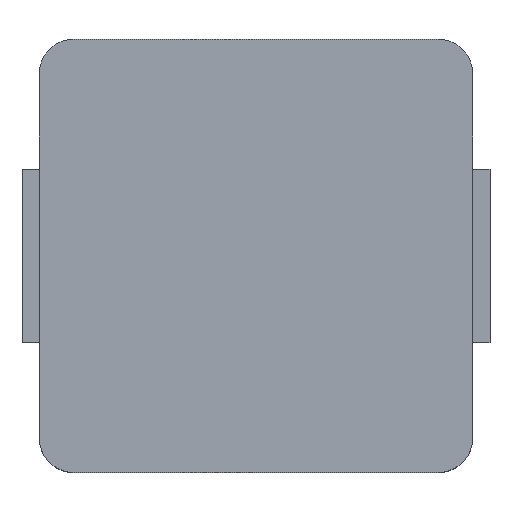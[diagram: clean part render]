
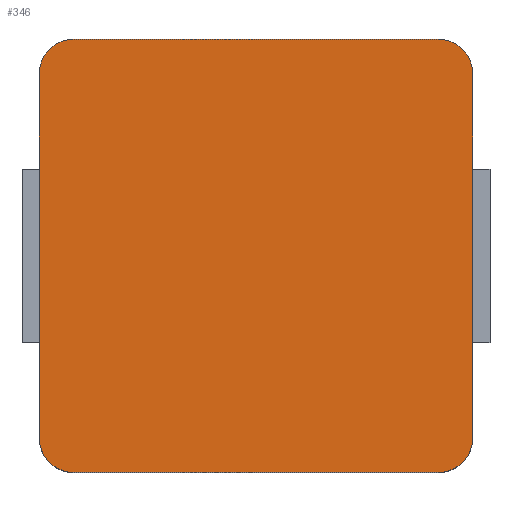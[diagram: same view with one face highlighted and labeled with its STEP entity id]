
A CAD part, top view. The second image highlights one B-rep face of the part: STEP entity #346.
In plain terms, the highlighted planar face has unit normal (0, 0, 1).
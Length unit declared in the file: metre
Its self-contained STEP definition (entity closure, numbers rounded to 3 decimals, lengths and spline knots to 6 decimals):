
#21=CIRCLE('',#421,0.001);
#23=CIRCLE('',#425,0.001);
#25=CIRCLE('',#429,0.001);
#27=CIRCLE('',#433,0.001);
#72=ORIENTED_EDGE('',*,*,#132,.F.);
#73=ORIENTED_EDGE('',*,*,#138,.T.);
#74=ORIENTED_EDGE('',*,*,#141,.T.);
#75=ORIENTED_EDGE('',*,*,#144,.T.);
#76=ORIENTED_EDGE('',*,*,#151,.T.);
#77=ORIENTED_EDGE('',*,*,#154,.T.);
#78=ORIENTED_EDGE('',*,*,#157,.F.);
#79=ORIENTED_EDGE('',*,*,#159,.T.);
#132=EDGE_CURVE('',#180,#181,#212,.T.);
#138=EDGE_CURVE('',#180,#185,#21,.T.);
#141=EDGE_CURVE('',#185,#187,#219,.T.);
#144=EDGE_CURVE('',#187,#189,#23,.T.);
#151=EDGE_CURVE('',#189,#195,#227,.T.);
#154=EDGE_CURVE('',#195,#197,#25,.T.);
#157=EDGE_CURVE('',#199,#197,#231,.T.);
#159=EDGE_CURVE('',#199,#181,#27,.T.);
#180=VERTEX_POINT('',#548);
#181=VERTEX_POINT('',#550);
#185=VERTEX_POINT('',#560);
#187=VERTEX_POINT('',#566);
#189=VERTEX_POINT('',#572);
#195=VERTEX_POINT('',#586);
#197=VERTEX_POINT('',#592);
#199=VERTEX_POINT('',#598);
#212=LINE('',#549,#252);
#219=LINE('',#567,#259);
#227=LINE('',#587,#267);
#231=LINE('',#599,#271);
#252=VECTOR('',#452,1.);
#259=VECTOR('',#467,1.);
#267=VECTOR('',#483,1.);
#271=VECTOR('',#495,1.);
#296=EDGE_LOOP('',(#72,#73,#74,#75,#76,#77,#78,#79));
#314=FACE_BOUND('',#296,.T.);
#328=PLANE('',#434);
#346=ADVANCED_FACE('',(#314),#328,.T.);
#421=AXIS2_PLACEMENT_3D('',#561,#461,#462);
#425=AXIS2_PLACEMENT_3D('',#573,#473,#474);
#429=AXIS2_PLACEMENT_3D('',#593,#489,#490);
#433=AXIS2_PLACEMENT_3D('',#602,#500,#501);
#434=AXIS2_PLACEMENT_3D('',#603,#502,#503);
#452=DIRECTION('',(0.,-1.,0.));
#461=DIRECTION('',(0.,0.,1.));
#462=DIRECTION('',(1.,0.,0.));
#467=DIRECTION('',(-1.,0.,0.));
#473=DIRECTION('',(0.,0.,1.));
#474=DIRECTION('',(1.,0.,0.));
#483=DIRECTION('',(0.,-1.,0.));
#489=DIRECTION('',(0.,0.,1.));
#490=DIRECTION('',(1.,0.,0.));
#495=DIRECTION('',(-1.,0.,0.));
#500=DIRECTION('',(0.,0.,1.));
#501=DIRECTION('',(1.,0.,0.));
#502=DIRECTION('',(0.,0.,1.));
#503=DIRECTION('',(1.,0.,0.));
#548=CARTESIAN_POINT('',(0.00625,0.00525,0.0057));
#549=CARTESIAN_POINT('',(0.00625,0.,0.0057));
#550=CARTESIAN_POINT('',(0.00625,-0.00525,0.0057));
#560=CARTESIAN_POINT('',(0.00525,0.00625,0.0057));
#561=CARTESIAN_POINT('',(0.00525,0.00525,0.0057));
#566=CARTESIAN_POINT('',(-0.00525,0.00625,0.0057));
#567=CARTESIAN_POINT('',(0.,0.00625,0.0057));
#572=CARTESIAN_POINT('',(-0.00625,0.00525,0.0057));
#573=CARTESIAN_POINT('',(-0.00525,0.00525,0.0057));
#586=CARTESIAN_POINT('',(-0.00625,-0.00525,0.0057));
#587=CARTESIAN_POINT('',(-0.00625,0.,0.0057));
#592=CARTESIAN_POINT('',(-0.00525,-0.00625,0.0057));
#593=CARTESIAN_POINT('',(-0.00525,-0.00525,0.0057));
#598=CARTESIAN_POINT('',(0.00525,-0.00625,0.0057));
#599=CARTESIAN_POINT('',(0.,-0.00625,0.0057));
#602=CARTESIAN_POINT('',(0.00525,-0.00525,0.0057));
#603=CARTESIAN_POINT('',(0.,0.,0.0057));
